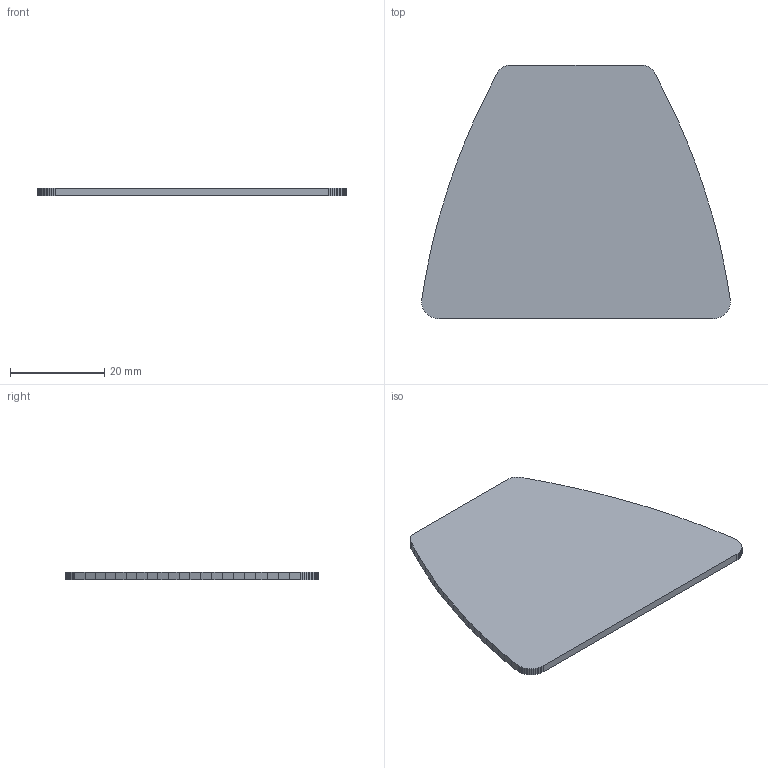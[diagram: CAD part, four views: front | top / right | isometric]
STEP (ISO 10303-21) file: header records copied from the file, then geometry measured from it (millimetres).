
FILE_DESCRIPTION(('KiCad electronic assembly'),'2;1');
FILE_NAME('Controller.step','2025-02-19T17:13:51',('Pcbnew'),('Kicad'), 'Open CASCADE STEP processor 7.7','KiCad to STEP converter','Unknown' );
FILE_SCHEMA(('AUTOMOTIVE_DESIGN { 1 0 10303 214 1 1 1 1 }'));
Length unit declared in the file: millimetre
Products named in the file (2): Controller 1; _autosave-Controller PCB
Assembly tree (1 placements, depth 2):
  Controller 1
    _autosave-Controller PCB
Bounding box: 65.42 x 53.71 x 1.6 mm (x, y, z)
Volume: 4526.1 mm3; surface area: 5988.3 mm2
Topology: 1 solids, 1 shells, 98 faces, 288 edges, 192 vertices
Faces by surface type: plane 98
Entity records: 6985 total; most frequent: CARTESIAN_POINT 1156, DIRECTION 1064, LINE 864, VECTOR 864, ORIENTED_EDGE 576, PCURVE 576, DEFINITIONAL_REPRESENTATION 576, EDGE_CURVE 288
